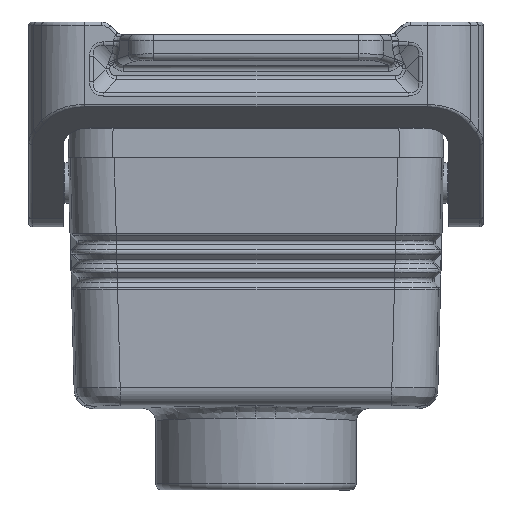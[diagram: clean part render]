
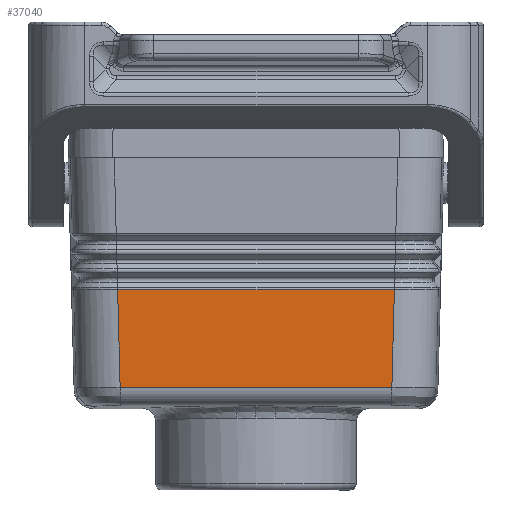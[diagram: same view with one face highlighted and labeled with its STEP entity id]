
A CAD part, front view. The second image highlights one B-rep face of the part: STEP entity #37040.
In plain terms, the highlighted face is planar.
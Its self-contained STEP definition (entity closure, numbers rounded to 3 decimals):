
#35640=CARTESIAN_POINT('',(4.961,47.239,
3.541));
#35650=VERTEX_POINT('',#35640);
#35680=CARTESIAN_POINT('',(-18.173,47.239,
3.541));
#35690=DIRECTION('',(1.,0.,0.));
#35700=VECTOR('',#35690,1.);
#35710=LINE('',#35680,#35700);
#35720=CARTESIAN_POINT('',(48.334,47.239,
3.541));
#35730=VERTEX_POINT('',#35720);
#35740=EDGE_CURVE('',#35650,#35730,#35710,.T.);
#36740=CARTESIAN_POINT('',(-18.173,83.857,4.5)
);
#36750=DIRECTION('',(0.,0.026,-1.));
#36760=DIRECTION('',(-1.,0.,0.));
#36770=AXIS2_PLACEMENT_3D('',#36740,#36750,#36760);
#36780=PLANE('',#36770);
#36790=CARTESIAN_POINT('',(4.032,83.674,
4.495));
#36800=DIRECTION('',(-0.025,0.999,
0.026));
#36810=VECTOR('',#36800,1.);
#36820=LINE('',#36790,#36810);
#36830=CARTESIAN_POINT('',(4.563,62.857,3.95))
;
#36840=VERTEX_POINT('',#36830);
#36850=EDGE_CURVE('',#35650,#36840,#36820,.T.);
#36860=ORIENTED_EDGE('',*,*,#36850,.F.);
#36870=CARTESIAN_POINT('',(-18.173,62.857,3.95)
);
#36880=DIRECTION('',(-1.,0.,0.));
#36890=VECTOR('',#36880,1.);
#36900=LINE('',#36870,#36890);
#36910=CARTESIAN_POINT('',(48.732,62.857,3.95))
;
#36920=VERTEX_POINT('',#36910);
#36930=EDGE_CURVE('',#36920,#36840,#36900,.T.);
#36940=ORIENTED_EDGE('',*,*,#36930,.T.);
#36950=CARTESIAN_POINT('',(49.263,83.674,
4.495));
#36960=DIRECTION('',(0.025,0.999,
0.026));
#36970=VECTOR('',#36960,1.);
#36980=LINE('',#36950,#36970);
#36990=EDGE_CURVE('',#35730,#36920,#36980,.T.);
#37000=ORIENTED_EDGE('',*,*,#36990,.T.);
#37010=ORIENTED_EDGE('',*,*,#35740,.T.);
#37020=EDGE_LOOP('',(#37010,#37000,#36940,#36860));
#37030=FACE_OUTER_BOUND('',#37020,.T.);
#37040=ADVANCED_FACE('',(#37030),#36780,.F.);
